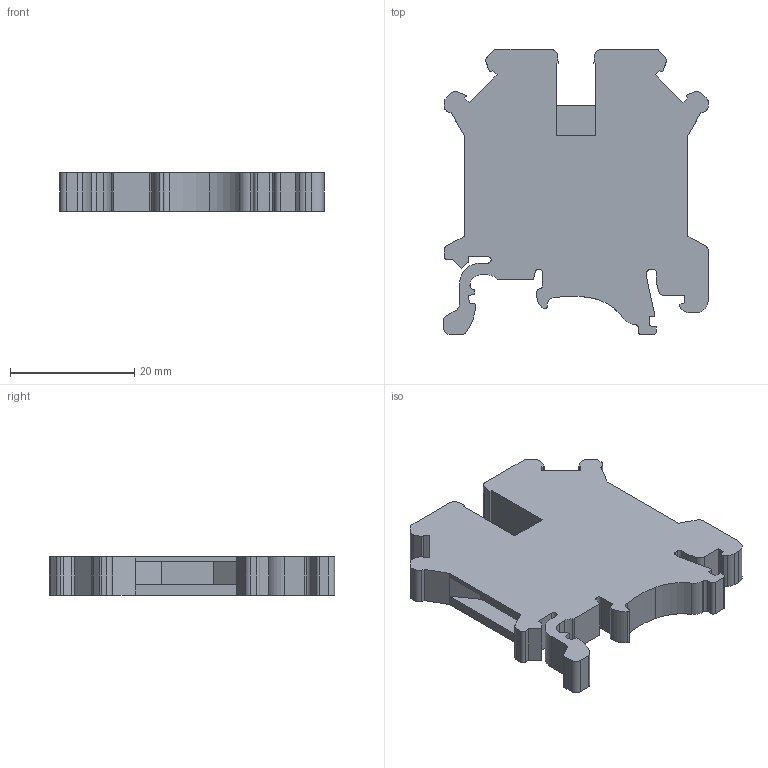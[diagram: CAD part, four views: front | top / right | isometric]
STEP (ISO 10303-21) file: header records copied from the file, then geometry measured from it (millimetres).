
FILE_DESCRIPTION(('OneSpaceDesigner STEP Export'),'2;1');
FILE_NAME('0711344_uk5n_bk_select.stp','2004-11-22T 7:08:46',(''),(''),'OneSpace Designer STEP processor (Jan. 2003) for AP203(Solid Model)','OneSpace Designer 12.01C 26-Mar-2004 (C) CoCreate Software GmbH','');
FILE_SCHEMA(('CONFIG_CONTROL_DESIGN'));
Length unit declared in the file: millimetre
Products named in the file (2): 0711344_uk5n_bk_select
Assembly tree (1 placements, depth 2):
  0711344_uk5n_bk_select
    0711344_uk5n_bk_select
Bounding box: 42.52 x 45.9 x 6.15 mm (x, y, z)
Volume: 8132.3 mm3; surface area: 4669.2 mm2
Topology: 1 solids, 1 shells, 161 faces, 464 edges, 308 vertices
Faces by surface type: plane 98, cylinder 63
Entity records: 6619 total; most frequent: ORIENTED_EDGE 928, CARTESIAN_POINT 898, DIRECTION 844, EDGE_CURVE 464, VECTOR 336, LINE 336, VERTEX_POINT 308, AXIS2_PLACEMENT_3D 254
